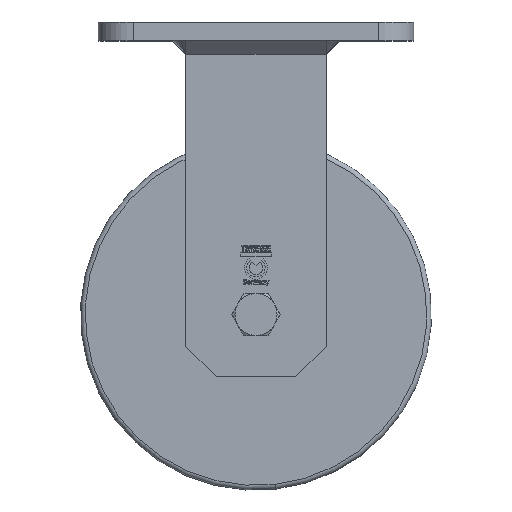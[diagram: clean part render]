
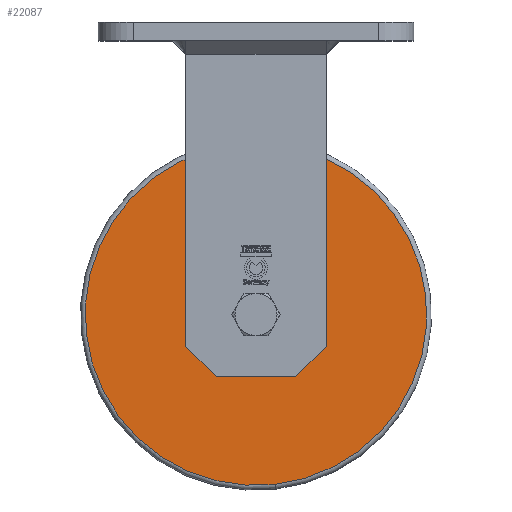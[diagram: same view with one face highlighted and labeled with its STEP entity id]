
A CAD part, top view. The second image highlights one B-rep face of the part: STEP entity #22087.
In plain terms, the highlighted planar face has unit normal (0, 0, 1).
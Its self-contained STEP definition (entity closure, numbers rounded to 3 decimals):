
#58 = ORIENTED_EDGE ( 'NONE', *, *, #29434, .T. ) ;
#332 = ORIENTED_EDGE ( 'NONE', *, *, #22782, .T. ) ;
#989 = DIRECTION ( 'NONE',  ( 0., 0., -1. ) ) ;
#1428 = FACE_OUTER_BOUND ( 'NONE', #24964, .T. ) ;
#2271 = ORIENTED_EDGE ( 'NONE', *, *, #25723, .T. ) ;
#2604 = CARTESIAN_POINT ( 'NONE',  ( 0., -125., 30. ) ) ;
#4207 = CIRCLE ( 'NONE', #11269, 73. ) ;
#5380 = DIRECTION ( 'NONE',  ( -0.112, 0.994, 0. ) ) ;
#5626 = DIRECTION ( 'NONE',  ( -0.112, 0.994, 0. ) ) ;
#5647 = CARTESIAN_POINT ( 'NONE',  ( -2.639, -101.649, 30. ) ) ;
#6923 = PLANE ( 'NONE',  #34953 ) ;
#7246 = EDGE_LOOP ( 'NONE', ( #58, #11093 ) ) ;
#9895 = DIRECTION ( 'NONE',  ( 0., 0., -1. ) ) ;
#10370 = AXIS2_PLACEMENT_3D ( 'NONE', #12180, #33058, #15191 ) ;
#10480 = VERTEX_POINT ( 'NONE', #5647 ) ;
#11093 = ORIENTED_EDGE ( 'NONE', *, *, #11678, .T. ) ;
#11235 = DIRECTION ( 'NONE',  ( 0., 0., 1. ) ) ;
#11269 = AXIS2_PLACEMENT_3D ( 'NONE', #29085, #11235, #32060 ) ;
#11360 = CIRCLE ( 'NONE', #35998, 23.5 ) ;
#11400 = CARTESIAN_POINT ( 'NONE',  ( -8.198, -52.462, 30. ) ) ;
#11678 = EDGE_CURVE ( 'NONE', #32999, #10480, #17428, .T. ) ;
#12180 = CARTESIAN_POINT ( 'NONE',  ( 0., -125., 30. ) ) ;
#12238 = AXIS2_PLACEMENT_3D ( 'NONE', #26311, #9895, #5380 ) ;
#12451 = CARTESIAN_POINT ( 'NONE',  ( 8.198, -197.538, 30. ) ) ;
#15191 = DIRECTION ( 'NONE',  ( -0.112, 0.994, 0. ) ) ;
#17428 = CIRCLE ( 'NONE', #12238, 23.5 ) ;
#18943 = CARTESIAN_POINT ( 'NONE',  ( 0., -125., 30. ) ) ;
#20668 = VERTEX_POINT ( 'NONE', #11400 ) ;
#21909 = DIRECTION ( 'NONE',  ( -0.112, 0.994, 0. ) ) ;
#22087 = ADVANCED_FACE ( 'NONE', ( #24383, #1428 ), #6923, .F. ) ;
#22782 = EDGE_CURVE ( 'NONE', #31261, #20668, #4207, .T. ) ;
#23529 = DIRECTION ( 'NONE',  ( 0., 0., -1. ) ) ;
#24383 = FACE_BOUND ( 'NONE', #7246, .T. ) ;
#24964 = EDGE_LOOP ( 'NONE', ( #2271, #332 ) ) ;
#25723 = EDGE_CURVE ( 'NONE', #20668, #31261, #29847, .T. ) ;
#26311 = CARTESIAN_POINT ( 'NONE',  ( 0., -125., 30. ) ) ;
#28640 = CARTESIAN_POINT ( 'NONE',  ( 2.639, -148.351, 30. ) ) ;
#29085 = CARTESIAN_POINT ( 'NONE',  ( 0., -125., 30. ) ) ;
#29434 = EDGE_CURVE ( 'NONE', #10480, #32999, #11360, .T. ) ;
#29847 = CIRCLE ( 'NONE', #10370, 73. ) ;
#31261 = VERTEX_POINT ( 'NONE', #12451 ) ;
#32060 = DIRECTION ( 'NONE',  ( -0.112, 0.994, 0. ) ) ;
#32999 = VERTEX_POINT ( 'NONE', #28640 ) ;
#33058 = DIRECTION ( 'NONE',  ( 0., 0., 1. ) ) ;
#34953 = AXIS2_PLACEMENT_3D ( 'NONE', #18943, #989, #21909 ) ;
#35998 = AXIS2_PLACEMENT_3D ( 'NONE', #2604, #23529, #5626 ) ;
